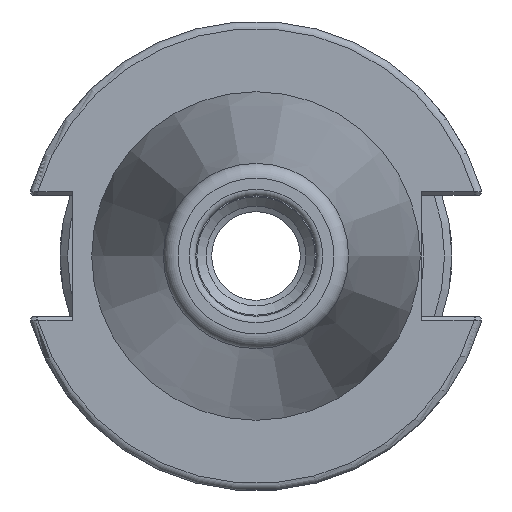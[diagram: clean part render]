
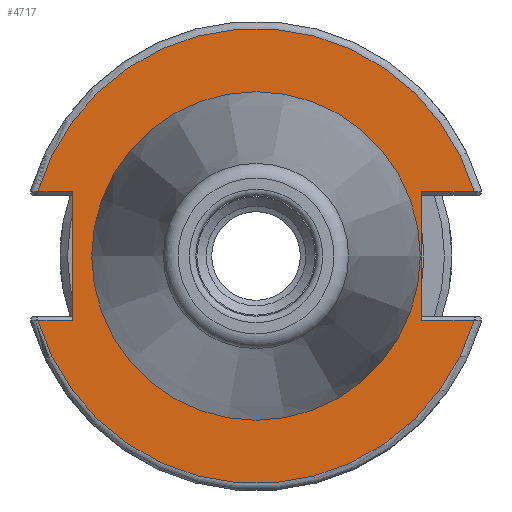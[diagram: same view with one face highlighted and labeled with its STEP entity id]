
A CAD part, left-side view. The second image highlights one B-rep face of the part: STEP entity #4717.
In plain terms, the highlighted planar face has unit normal (-1, 0, 0).
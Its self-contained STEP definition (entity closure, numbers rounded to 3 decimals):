
#48=FACE_BOUND('',#725,.T.);
#263=PLANE('',#5128);
#464=FACE_OUTER_BOUND('',#724,.T.);
#724=EDGE_LOOP('',(#3827,#3828,#3829,#3830,#3831,#3832,#3833,#3834));
#725=EDGE_LOOP('',(#3835,#3836));
#1076=LINE('',#7689,#1437);
#1078=LINE('',#7757,#1439);
#1079=LINE('',#7759,#1440);
#1080=LINE('',#7763,#1441);
#1081=LINE('',#7765,#1442);
#1082=LINE('',#7766,#1443);
#1437=VECTOR('',#6089,10.);
#1439=VECTOR('',#6107,10.);
#1440=VECTOR('',#6108,10.);
#1441=VECTOR('',#6111,10.);
#1442=VECTOR('',#6112,10.);
#1443=VECTOR('',#6113,10.);
#1718=CIRCLE('',#5127,30.775);
#1719=CIRCLE('',#5129,30.775);
#1720=CIRCLE('',#5130,22.225);
#1721=CIRCLE('',#5131,22.225);
#2092=VERTEX_POINT('',#7682);
#2095=VERTEX_POINT('',#7687);
#2101=VERTEX_POINT('',#7735);
#2103=VERTEX_POINT('',#7756);
#2104=VERTEX_POINT('',#7758);
#2105=VERTEX_POINT('',#7760);
#2106=VERTEX_POINT('',#7762);
#2107=VERTEX_POINT('',#7764);
#2108=VERTEX_POINT('',#7767);
#2109=VERTEX_POINT('',#7768);
#2709=EDGE_CURVE('',#2095,#2092,#1076,.T.);
#2719=EDGE_CURVE('',#2092,#2101,#1718,.T.);
#2722=EDGE_CURVE('',#2095,#2103,#1078,.T.);
#2723=EDGE_CURVE('',#2104,#2103,#1079,.T.);
#2724=EDGE_CURVE('',#2105,#2104,#1719,.T.);
#2725=EDGE_CURVE('',#2106,#2105,#1080,.T.);
#2726=EDGE_CURVE('',#2106,#2107,#1081,.T.);
#2727=EDGE_CURVE('',#2101,#2107,#1082,.T.);
#2728=EDGE_CURVE('',#2108,#2109,#1720,.T.);
#2729=EDGE_CURVE('',#2109,#2108,#1721,.T.);
#3827=ORIENTED_EDGE('',*,*,#2709,.F.);
#3828=ORIENTED_EDGE('',*,*,#2722,.T.);
#3829=ORIENTED_EDGE('',*,*,#2723,.F.);
#3830=ORIENTED_EDGE('',*,*,#2724,.F.);
#3831=ORIENTED_EDGE('',*,*,#2725,.F.);
#3832=ORIENTED_EDGE('',*,*,#2726,.T.);
#3833=ORIENTED_EDGE('',*,*,#2727,.F.);
#3834=ORIENTED_EDGE('',*,*,#2719,.F.);
#3835=ORIENTED_EDGE('',*,*,#2728,.T.);
#3836=ORIENTED_EDGE('',*,*,#2729,.T.);
#4717=ADVANCED_FACE('',(#464,#48),#263,.T.);
#5127=AXIS2_PLACEMENT_3D('',#7736,#6103,#6104);
#5128=AXIS2_PLACEMENT_3D('',#7755,#6105,#6106);
#5129=AXIS2_PLACEMENT_3D('',#7761,#6109,#6110);
#5130=AXIS2_PLACEMENT_3D('',#7769,#6114,#6115);
#5131=AXIS2_PLACEMENT_3D('',#7770,#6116,#6117);
#6089=DIRECTION('',(0.,-1.,0.));
#6103=DIRECTION('center_axis',(1.,0.,0.));
#6104=DIRECTION('ref_axis',(0.,0.,-1.));
#6105=DIRECTION('center_axis',(-1.,0.,0.));
#6106=DIRECTION('ref_axis',(0.,0.,1.));
#6107=DIRECTION('',(0.,0.,1.));
#6108=DIRECTION('',(0.,1.,0.));
#6109=DIRECTION('center_axis',(1.,0.,0.));
#6110=DIRECTION('ref_axis',(0.,0.,-1.));
#6111=DIRECTION('',(0.,1.,0.));
#6112=DIRECTION('',(0.,0.,-1.));
#6113=DIRECTION('',(0.,-1.,0.));
#6114=DIRECTION('center_axis',(1.,0.,0.));
#6115=DIRECTION('ref_axis',(0.,0.,-1.));
#6116=DIRECTION('center_axis',(1.,0.,0.));
#6117=DIRECTION('ref_axis',(0.,0.,-1.));
#7682=CARTESIAN_POINT('',(3.175,-29.523,-8.69));
#7687=CARTESIAN_POINT('',(3.175,-22.41,-8.69));
#7689=CARTESIAN_POINT('',(3.175,-4.878,-8.69));
#7735=CARTESIAN_POINT('',(3.175,29.523,-8.69));
#7736=CARTESIAN_POINT('Origin',(3.175,0.,
0.));
#7755=CARTESIAN_POINT('Origin',(3.175,30.775,0.));
#7756=CARTESIAN_POINT('',(3.175,-22.41,8.69));
#7757=CARTESIAN_POINT('',(3.175,-22.41,-4.095));
#7758=CARTESIAN_POINT('',(3.175,-29.523,8.69));
#7759=CARTESIAN_POINT('',(3.175,4.182,8.69));
#7760=CARTESIAN_POINT('',(3.175,29.523,8.69));
#7761=CARTESIAN_POINT('Origin',(3.175,0.,
0.));
#7762=CARTESIAN_POINT('',(3.175,24.8,8.69));
#7763=CARTESIAN_POINT('',(3.175,32.958,8.69));
#7764=CARTESIAN_POINT('',(3.175,24.8,-8.69));
#7765=CARTESIAN_POINT('',(3.175,24.8,4.095));
#7766=CARTESIAN_POINT('',(3.175,27.788,-8.69));
#7767=CARTESIAN_POINT('',(3.175,22.225,0.));
#7768=CARTESIAN_POINT('',(3.175,-22.225,0.));
#7769=CARTESIAN_POINT('Origin',(3.175,0.,
0.));
#7770=CARTESIAN_POINT('Origin',(3.175,0.,
0.));
